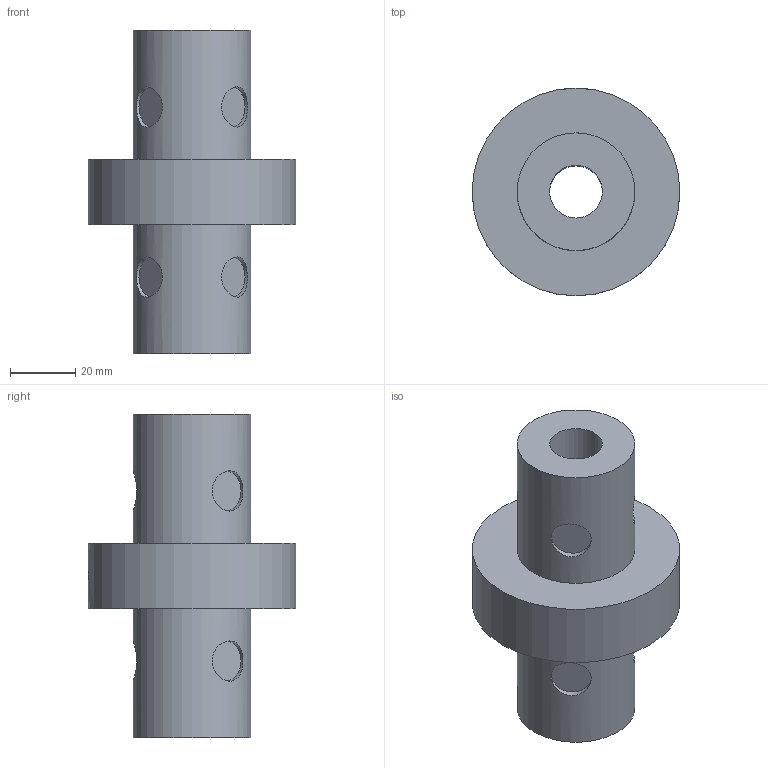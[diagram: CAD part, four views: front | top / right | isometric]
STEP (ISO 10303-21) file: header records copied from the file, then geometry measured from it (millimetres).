
FILE_DESCRIPTION((''),'1');
FILE_NAME('CKN66-20DC.stp','2025-04-28T04:19:34',(''),(''),'Spatial Interop R21 SP3','Kubotek KeyCreator 2011 V10.0.2 (22737)',' ');
FILE_SCHEMA(('automotive_design'));
Length unit declared in the file: millimetre
Products named in the file (1): 240[2]
Bounding box: 63.5 x 63.5 x 99 mm (x, y, z)
Volume: 122340.8 mm3; surface area: 24201.7 mm2
Topology: 1 solids, 1 shells, 22 faces, 40 edges, 29 vertices
Faces by surface type: cylinder 11, plane 11
Full cylindrical faces by diameter (mm): 5 x1, 12.3 x6, 16.1 x1, 36 x2, 63.5 x1
Entity records: 1823 total; most frequent: CARTESIAN_POINT 991, DIRECTION 76, PRESENTATION_STYLE_ASSIGNMENT 75, COLOUR_RGB 75, ORIENTED_EDGE 58, STYLED_ITEM 52, CURVE_STYLE 52, DRAUGHTING_PRE_DEFINED_CURVE_FONT 52
